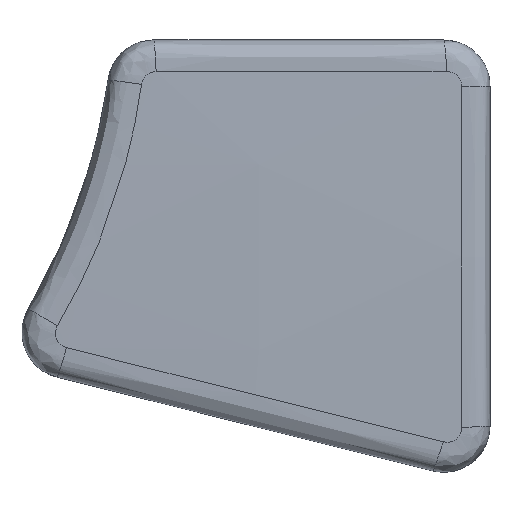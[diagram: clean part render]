
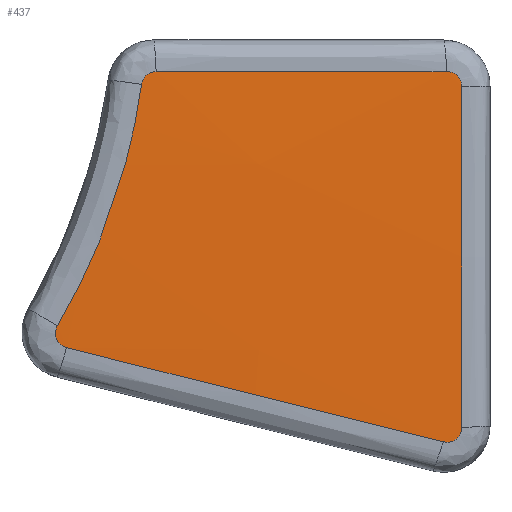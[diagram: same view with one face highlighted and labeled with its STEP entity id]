
A CAD part, top view. The second image highlights one B-rep face of the part: STEP entity #437.
In plain terms, the highlighted spherical face has radius 425 mm.
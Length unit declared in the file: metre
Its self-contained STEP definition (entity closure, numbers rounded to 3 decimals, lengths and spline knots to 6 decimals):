
#27=SPHERICAL_SURFACE('',#494,0.425);
#45=B_SPLINE_CURVE_WITH_KNOTS('',3,(#719,#720,#721,#722),.UNSPECIFIED.,
 .F.,.F.,(4,4),(0.,1.),.UNSPECIFIED.);
#46=B_SPLINE_CURVE_WITH_KNOTS('',3,(#725,#726,#727,#728),.UNSPECIFIED.,
 .F.,.F.,(4,4),(0.,1.),.UNSPECIFIED.);
#47=B_SPLINE_CURVE_WITH_KNOTS('',3,(#730,#731,#732,#733),.UNSPECIFIED.,
 .F.,.F.,(4,4),(0.,1.),.UNSPECIFIED.);
#48=B_SPLINE_CURVE_WITH_KNOTS('',3,(#735,#736,#737,#738),.UNSPECIFIED.,
 .F.,.F.,(4,4),(0.,1.),.UNSPECIFIED.);
#49=B_SPLINE_CURVE_WITH_KNOTS('',3,(#740,#741,#742,#743,#744),
 .UNSPECIFIED.,.F.,.F.,(4,1,4),(0.000002,0.500001,1.),
 .UNSPECIFIED.);
#50=B_SPLINE_CURVE_WITH_KNOTS('',3,(#746,#747,#748,#749),.UNSPECIFIED.,
 .F.,.F.,(4,4),(0.,1.),.UNSPECIFIED.);
#51=B_SPLINE_CURVE_WITH_KNOTS('',3,(#751,#752,#753,#754,#755),
 .UNSPECIFIED.,.F.,.F.,(4,1,4),(0.,0.5,1.),.UNSPECIFIED.);
#52=B_SPLINE_CURVE_WITH_KNOTS('',3,(#757,#758,#759,#760),.UNSPECIFIED.,
 .F.,.F.,(4,4),(0.,1.),.UNSPECIFIED.);
#119=ORIENTED_EDGE('',*,*,#235,.T.);
#120=ORIENTED_EDGE('',*,*,#236,.T.);
#121=ORIENTED_EDGE('',*,*,#237,.T.);
#122=ORIENTED_EDGE('',*,*,#238,.T.);
#123=ORIENTED_EDGE('',*,*,#239,.T.);
#124=ORIENTED_EDGE('',*,*,#240,.T.);
#125=ORIENTED_EDGE('',*,*,#241,.T.);
#126=ORIENTED_EDGE('',*,*,#242,.T.);
#235=EDGE_CURVE('',#289,#290,#45,.T.);
#236=EDGE_CURVE('',#290,#291,#46,.T.);
#237=EDGE_CURVE('',#291,#292,#47,.T.);
#238=EDGE_CURVE('',#292,#293,#48,.T.);
#239=EDGE_CURVE('',#293,#294,#49,.T.);
#240=EDGE_CURVE('',#294,#295,#50,.T.);
#241=EDGE_CURVE('',#295,#296,#51,.T.);
#242=EDGE_CURVE('',#296,#289,#52,.T.);
#289=VERTEX_POINT('',#723);
#290=VERTEX_POINT('',#724);
#291=VERTEX_POINT('',#729);
#292=VERTEX_POINT('',#734);
#293=VERTEX_POINT('',#739);
#294=VERTEX_POINT('',#745);
#295=VERTEX_POINT('',#750);
#296=VERTEX_POINT('',#756);
#356=EDGE_LOOP('',(#119,#120,#121,#122,#123,#124,#125,#126));
#394=FACE_BOUND('',#356,.T.);
#437=ADVANCED_FACE('',(#394),#27,.T.);
#494=AXIS2_PLACEMENT_3D('',#718,#571,#572);
#571=DIRECTION('',(1.,0.,0.));
#572=DIRECTION('',(0.,0.,1.));
#718=CARTESIAN_POINT('',(0.038795,-0.00334,-0.388861));
#719=CARTESIAN_POINT('',(0.083959,-0.007655,0.033711));
#720=CARTESIAN_POINT('',(0.083959,-0.007267,0.033715));
#721=CARTESIAN_POINT('',(0.083645,-0.006953,0.033751));
#722=CARTESIAN_POINT('',(0.083257,-0.006953,0.033792));
#723=CARTESIAN_POINT('',(0.083959,-0.007655,0.033711));
#724=CARTESIAN_POINT('',(0.083257,-0.006953,0.033792));
#725=CARTESIAN_POINT('',(0.083257,-0.006953,0.033792));
#726=CARTESIAN_POINT('',(0.078652,-0.006953,0.034276));
#727=CARTESIAN_POINT('',(0.07404,-0.006953,0.034685));
#728=CARTESIAN_POINT('',(0.069422,-0.006953,0.035019));
#729=CARTESIAN_POINT('',(0.069422,-0.006953,0.035019));
#730=CARTESIAN_POINT('',(0.069422,-0.006953,0.035019));
#731=CARTESIAN_POINT('',(0.069072,-0.006953,0.035044));
#732=CARTESIAN_POINT('',(0.068774,-0.007211,0.035063));
#733=CARTESIAN_POINT('',(0.068726,-0.007559,0.035063));
#734=CARTESIAN_POINT('',(0.068726,-0.007559,0.035063));
#735=CARTESIAN_POINT('',(0.068726,-0.007559,0.035063));
#736=CARTESIAN_POINT('',(0.068168,-0.011615,0.035062));
#737=CARTESIAN_POINT('',(0.066809,-0.01552,0.03506));
#738=CARTESIAN_POINT('',(0.064729,-0.019047,0.035056));
#739=CARTESIAN_POINT('',(0.064729,-0.019047,0.035056));
#740=CARTESIAN_POINT('',(0.064729,-0.019047,0.035056));
#741=CARTESIAN_POINT('',(0.064616,-0.019239,0.035056));
#742=CARTESIAN_POINT('',(0.064591,-0.019718,0.03504));
#743=CARTESIAN_POINT('',(0.064949,-0.020032,0.035005));
#744=CARTESIAN_POINT('',(0.065164,-0.020086,0.03499));
#745=CARTESIAN_POINT('',(0.065164,-0.020086,0.03499));
#746=CARTESIAN_POINT('',(0.065164,-0.020086,0.03499));
#747=CARTESIAN_POINT('',(0.071478,-0.02166,0.034535));
#748=CARTESIAN_POINT('',(0.077453,-0.02315,0.033954));
#749=CARTESIAN_POINT('',(0.083087,-0.024554,0.033292));
#750=CARTESIAN_POINT('',(0.083087,-0.024554,0.033292));
#751=CARTESIAN_POINT('',(0.083087,-0.024554,0.033292));
#752=CARTESIAN_POINT('',(0.083308,-0.024609,0.033266));
#753=CARTESIAN_POINT('',(0.083744,-0.024504,0.033225));
#754=CARTESIAN_POINT('',(0.083959,-0.02409,0.033223));
#755=CARTESIAN_POINT('',(0.083959,-0.023873,0.033233));
#756=CARTESIAN_POINT('',(0.083959,-0.023873,0.033233));
#757=CARTESIAN_POINT('',(0.083959,-0.023873,0.033233));
#758=CARTESIAN_POINT('',(0.083959,-0.018471,0.033496));
#759=CARTESIAN_POINT('',(0.083959,-0.013063,0.033655));
#760=CARTESIAN_POINT('',(0.083959,-0.007655,0.033711));
